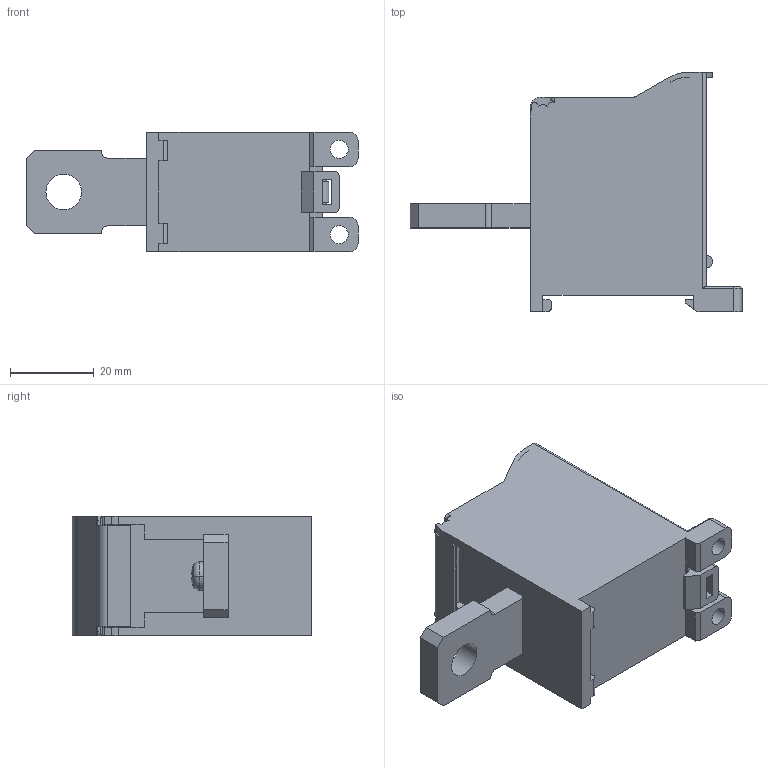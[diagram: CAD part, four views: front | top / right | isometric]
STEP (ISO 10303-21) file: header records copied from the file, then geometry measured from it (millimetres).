
FILE_DESCRIPTION((''),'2;1');
FILE_NAME('8YB754779-6','2021-05-14T',('ASUS'),(''),'PRO/ENGINEER BY PARAMETRIC TECHNOLOGY CORPORATION, 2013230','PRO/ENGINEER BY PARAMETRIC TECHNOLOGY CORPORATION, 2013230','');
FILE_SCHEMA(('CONFIG_CONTROL_DESIGN'));
Length unit declared in the file: millimetre
Products named in the file (1): 8YB754779-6
Bounding box: 79.2 x 57.2 x 28.5 mm (x, y, z)
Volume: 56363.6 mm3; surface area: 15429 mm2
Topology: 1 solids, 4 shells, 304 faces, 827 edges, 536 vertices
Faces by surface type: plane 147, cylinder 116, cone 24, bspline 9, torus 6, sphere 2
Entity records: 10756 total; most frequent: CARTESIAN_POINT 2896, ORIENTED_EDGE 1642, DIRECTION 1625, EDGE_CURVE 821, AXIS2_PLACEMENT_3D 558, VERTEX_POINT 536, VECTOR 509, LINE 509
